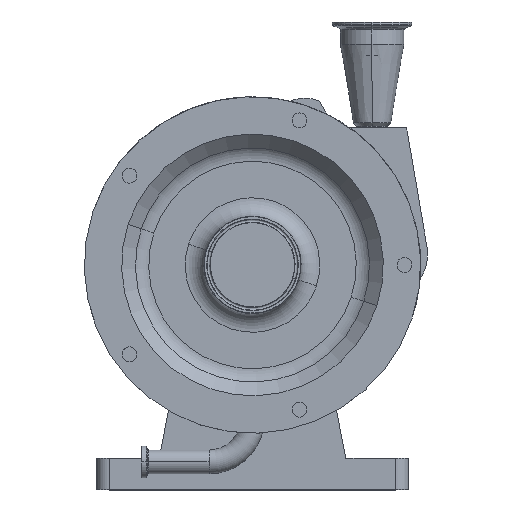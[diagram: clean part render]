
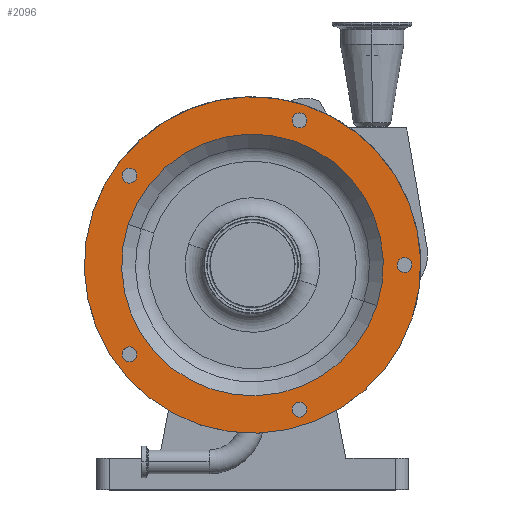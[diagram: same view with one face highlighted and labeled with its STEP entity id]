
A CAD part, top view. The second image highlights one B-rep face of the part: STEP entity #2096.
In plain terms, the highlighted planar face has unit normal (0, 0, 1).
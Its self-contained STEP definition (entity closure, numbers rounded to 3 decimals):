
#326 = VERTEX_POINT ( 'NONE', #1100 ) ;
#440 = VERTEX_POINT ( 'NONE', #1561 ) ;
#469 = EDGE_CURVE ( 'NONE', #440, #504, #1605, .T. ) ;
#504 = VERTEX_POINT ( 'NONE', #1680 ) ;
#651 = EDGE_CURVE ( 'NONE', #749, #751, #6483, .T. ) ;
#657 = EDGE_CURVE ( 'NONE', #823, #708, #6481, .T. ) ;
#677 = EDGE_CURVE ( 'NONE', #686, #2083, #6376, .T. ) ;
#678 = EDGE_CURVE ( 'NONE', #730, #722, #6405, .T. ) ;
#686 = VERTEX_POINT ( 'NONE', #6407 ) ;
#705 = EDGE_CURVE ( 'NONE', #789, #743, #1189, .T. ) ;
#708 = VERTEX_POINT ( 'NONE', #1228 ) ;
#722 = VERTEX_POINT ( 'NONE', #1298 ) ;
#730 = VERTEX_POINT ( 'NONE', #1397 ) ;
#741 = EDGE_CURVE ( 'NONE', #722, #730, #1482, .T. ) ;
#743 = VERTEX_POINT ( 'NONE', #1507 ) ;
#749 = VERTEX_POINT ( 'NONE', #1531 ) ;
#750 = EDGE_CURVE ( 'NONE', #751, #749, #1533, .T. ) ;
#751 = VERTEX_POINT ( 'NONE', #1403 ) ;
#755 = EDGE_CURVE ( 'NONE', #708, #823, #1033, .T. ) ;
#789 = VERTEX_POINT ( 'NONE', #1745 ) ;
#791 = EDGE_CURVE ( 'NONE', #743, #789, #1645, .T. ) ;
#823 = VERTEX_POINT ( 'NONE', #1837 ) ;
#1022 = CARTESIAN_POINT ( 'NONE',  ( 37.7, 116.029, 200. ) ) ;
#1031 = AXIS2_PLACEMENT_3D ( 'NONE', #1022, #1038, #1041 ) ;
#1033 = CIRCLE ( 'NONE', #1031, 6. ) ;
#1038 = DIRECTION ( 'NONE',  ( 0., 0., 1. ) ) ;
#1041 = DIRECTION ( 'NONE',  ( 0.951, -0.309, 0. ) ) ;
#1100 = CARTESIAN_POINT ( 'NONE',  ( -99.861, 32.447, 200. ) ) ;
#1173 = DIRECTION ( 'NONE',  ( -0.951, -0.309, 0. ) ) ;
#1183 = DIRECTION ( 'NONE',  ( 0., 0., 1. ) ) ;
#1189 = CIRCLE ( 'NONE', #1190, 6. ) ;
#1190 = AXIS2_PLACEMENT_3D ( 'NONE', #1201, #1183, #1173 ) ;
#1201 = CARTESIAN_POINT ( 'NONE',  ( 37.7, -116.029, 200. ) ) ;
#1228 = CARTESIAN_POINT ( 'NONE',  ( 37.7, 110.029, 200. ) ) ;
#1298 = CARTESIAN_POINT ( 'NONE',  ( -92.994, 69.856, 200. ) ) ;
#1397 = CARTESIAN_POINT ( 'NONE',  ( -104.406, 73.564, 200. ) ) ;
#1403 = CARTESIAN_POINT ( 'NONE',  ( -95.173, -66.856, 200. ) ) ;
#1429 = DIRECTION ( 'NONE',  ( -0.951, -0.309, 0. ) ) ;
#1482 = CIRCLE ( 'NONE', #1504, 6. ) ;
#1486 = CARTESIAN_POINT ( 'NONE',  ( -98.7, -71.71, 200. ) ) ;
#1494 = DIRECTION ( 'NONE',  ( 0.588, 0.809, 0. ) ) ;
#1496 = DIRECTION ( 'NONE',  ( 0., 0., 1. ) ) ;
#1504 = AXIS2_PLACEMENT_3D ( 'NONE', #1521, #1496, #1494 ) ;
#1505 = AXIS2_PLACEMENT_3D ( 'NONE', #1486, #1540, #1539 ) ;
#1507 = CARTESIAN_POINT ( 'NONE',  ( 34.173, -111.175, 200. ) ) ;
#1521 = CARTESIAN_POINT ( 'NONE',  ( -98.7, 71.71, 200. ) ) ;
#1531 = CARTESIAN_POINT ( 'NONE',  ( -102.227, -76.564, 200. ) ) ;
#1533 = CIRCLE ( 'NONE', #1505, 6. ) ;
#1539 = DIRECTION ( 'NONE',  ( -0.588, 0.809, 0. ) ) ;
#1540 = DIRECTION ( 'NONE',  ( 0., 0., 1. ) ) ;
#1561 = CARTESIAN_POINT ( 'NONE',  ( 128.393, -41.717, 200. ) ) ;
#1571 = DIRECTION ( 'NONE',  ( 0.951, -0.309, 0. ) ) ;
#1574 = DIRECTION ( 'NONE',  ( 0., 0., 1. ) ) ;
#1589 = CARTESIAN_POINT ( 'NONE',  ( 0., 0., 200. ) ) ;
#1594 = DIRECTION ( 'NONE',  ( 0., 0., 1. ) ) ;
#1605 = CIRCLE ( 'NONE', #1608, 135. ) ;
#1608 = AXIS2_PLACEMENT_3D ( 'NONE', #1589, #1574, #1571 ) ;
#1613 = CARTESIAN_POINT ( 'NONE',  ( 37.7, -116.029, 200. ) ) ;
#1645 = CIRCLE ( 'NONE', #1651, 6. ) ;
#1651 = AXIS2_PLACEMENT_3D ( 'NONE', #1613, #1594, #1429 ) ;
#1680 = CARTESIAN_POINT ( 'NONE',  ( -128.393, 41.717, 200. ) ) ;
#1745 = CARTESIAN_POINT ( 'NONE',  ( 41.227, -120.883, 200. ) ) ;
#1837 = CARTESIAN_POINT ( 'NONE',  ( 37.7, 122.029, 200. ) ) ;
#1936 = EDGE_CURVE ( 'NONE', #9655, #326, #6640, .T. ) ;
#1938 = EDGE_LOOP ( 'NONE', ( #2047, #2132 ) ) ;
#2017 = EDGE_LOOP ( 'NONE', ( #2226, #2241 ) ) ;
#2045 = ORIENTED_EDGE ( 'NONE', *, *, #2099, .F. ) ;
#2047 = ORIENTED_EDGE ( 'NONE', *, *, #705, .F. ) ;
#2053 = EDGE_LOOP ( 'NONE', ( #2184, #2193 ) ) ;
#2055 = EDGE_LOOP ( 'NONE', ( #2059, #2045 ) ) ;
#2059 = ORIENTED_EDGE ( 'NONE', *, *, #677, .F. ) ;
#2083 = VERTEX_POINT ( 'NONE', #7117 ) ;
#2096 = ADVANCED_FACE ( 'NONE', ( #7112, #7034, #7116, #7107, #7063, #7016, #7104 ), #7009, .F. ) ;
#2099 = EDGE_CURVE ( 'NONE', #2083, #686, #7018, .T. ) ;
#2132 = ORIENTED_EDGE ( 'NONE', *, *, #791, .F. ) ;
#2168 = EDGE_LOOP ( 'NONE', ( #2220, #2221 ) ) ;
#2175 = ORIENTED_EDGE ( 'NONE', *, *, #2219, .T. ) ;
#2178 = EDGE_LOOP ( 'NONE', ( #2213, #2175 ) ) ;
#2180 = ORIENTED_EDGE ( 'NONE', *, *, #755, .F. ) ;
#2184 = ORIENTED_EDGE ( 'NONE', *, *, #678, .F. ) ;
#2187 = ORIENTED_EDGE ( 'NONE', *, *, #657, .F. ) ;
#2192 = EDGE_LOOP ( 'NONE', ( #2187, #2180 ) ) ;
#2193 = ORIENTED_EDGE ( 'NONE', *, *, #741, .F. ) ;
#2213 = ORIENTED_EDGE ( 'NONE', *, *, #469, .T. ) ;
#2219 = EDGE_CURVE ( 'NONE', #504, #440, #7288, .T. ) ;
#2220 = ORIENTED_EDGE ( 'NONE', *, *, #1936, .F. ) ;
#2221 = ORIENTED_EDGE ( 'NONE', *, *, #9646, .F. ) ;
#2226 = ORIENTED_EDGE ( 'NONE', *, *, #651, .F. ) ;
#2241 = ORIENTED_EDGE ( 'NONE', *, *, #750, .F. ) ;
#5991 = CIRCLE ( 'NONE', #6036, 105. ) ;
#5995 = CARTESIAN_POINT ( 'NONE',  ( 99.861, -32.447, 200. ) ) ;
#6026 = DIRECTION ( 'NONE',  ( 0.951, -0.309, 0. ) ) ;
#6027 = DIRECTION ( 'NONE',  ( 0., 0., 1. ) ) ;
#6036 = AXIS2_PLACEMENT_3D ( 'NONE', #6038, #6027, #6026 ) ;
#6038 = CARTESIAN_POINT ( 'NONE',  ( 0., 0., 200. ) ) ;
#6367 = DIRECTION ( 'NONE',  ( 0., -1., 0. ) ) ;
#6368 = CARTESIAN_POINT ( 'NONE',  ( 122., 0., 200. ) ) ;
#6373 = DIRECTION ( 'NONE',  ( 0., 0., 1. ) ) ;
#6375 = AXIS2_PLACEMENT_3D ( 'NONE', #6368, #6373, #6367 ) ;
#6376 = CIRCLE ( 'NONE', #6375, 6. ) ;
#6398 = DIRECTION ( 'NONE',  ( 0.588, 0.809, 0. ) ) ;
#6399 = DIRECTION ( 'NONE',  ( 0., 0., 1. ) ) ;
#6400 = AXIS2_PLACEMENT_3D ( 'NONE', #6404, #6399, #6398 ) ;
#6404 = CARTESIAN_POINT ( 'NONE',  ( -98.7, 71.71, 200. ) ) ;
#6405 = CIRCLE ( 'NONE', #6400, 6. ) ;
#6407 = CARTESIAN_POINT ( 'NONE',  ( 127.706, 1.854, 200. ) ) ;
#6480 = DIRECTION ( 'NONE',  ( -0.588, 0.809, 0. ) ) ;
#6481 = CIRCLE ( 'NONE', #6499, 6. ) ;
#6482 = DIRECTION ( 'NONE',  ( 0., 0., 1. ) ) ;
#6483 = CIRCLE ( 'NONE', #6506, 6. ) ;
#6497 = DIRECTION ( 'NONE',  ( 0.951, -0.309, 0. ) ) ;
#6498 = DIRECTION ( 'NONE',  ( 0., 0., 1. ) ) ;
#6499 = AXIS2_PLACEMENT_3D ( 'NONE', #6513, #6498, #6497 ) ;
#6506 = AXIS2_PLACEMENT_3D ( 'NONE', #6511, #6482, #6480 ) ;
#6511 = CARTESIAN_POINT ( 'NONE',  ( -98.7, -71.71, 200. ) ) ;
#6513 = CARTESIAN_POINT ( 'NONE',  ( 37.7, 116.029, 200. ) ) ;
#6591 = DIRECTION ( 'NONE',  ( 0., 0., 1. ) ) ;
#6628 = AXIS2_PLACEMENT_3D ( 'NONE', #6635, #6591, #6661 ) ;
#6635 = CARTESIAN_POINT ( 'NONE',  ( 0., 0., 200. ) ) ;
#6640 = CIRCLE ( 'NONE', #6628, 105. ) ;
#6661 = DIRECTION ( 'NONE',  ( 0.951, -0.309, 0. ) ) ;
#7009 = PLANE ( 'NONE',  #7010 ) ;
#7010 = AXIS2_PLACEMENT_3D ( 'NONE', #7115, #7033, #7106 ) ;
#7011 = CARTESIAN_POINT ( 'NONE',  ( 122., 0., 200. ) ) ;
#7013 = AXIS2_PLACEMENT_3D ( 'NONE', #7011, #7056, #7055 ) ;
#7016 = FACE_OUTER_BOUND ( 'NONE', #2178, .T. ) ;
#7018 = CIRCLE ( 'NONE', #7013, 6. ) ;
#7033 = DIRECTION ( 'NONE',  ( 0., 0., -1. ) ) ;
#7034 = FACE_BOUND ( 'NONE', #1938, .T. ) ;
#7055 = DIRECTION ( 'NONE',  ( 0., -1., 0. ) ) ;
#7056 = DIRECTION ( 'NONE',  ( 0., 0., 1. ) ) ;
#7063 = FACE_BOUND ( 'NONE', #2192, .T. ) ;
#7104 = FACE_BOUND ( 'NONE', #2168, .T. ) ;
#7106 = DIRECTION ( 'NONE',  ( -0.951, 0.309, 0. ) ) ;
#7107 = FACE_BOUND ( 'NONE', #2053, .T. ) ;
#7112 = FACE_BOUND ( 'NONE', #2055, .T. ) ;
#7115 = CARTESIAN_POINT ( 'NONE',  ( 12.052, 37.091, 200. ) ) ;
#7116 = FACE_BOUND ( 'NONE', #2017, .T. ) ;
#7117 = CARTESIAN_POINT ( 'NONE',  ( 116.294, -1.854, 200. ) ) ;
#7248 = DIRECTION ( 'NONE',  ( 0.951, -0.309, 0. ) ) ;
#7283 = AXIS2_PLACEMENT_3D ( 'NONE', #7296, #7302, #7248 ) ;
#7288 = CIRCLE ( 'NONE', #7283, 135. ) ;
#7296 = CARTESIAN_POINT ( 'NONE',  ( 0., 0., 200. ) ) ;
#7302 = DIRECTION ( 'NONE',  ( 0., 0., 1. ) ) ;
#9646 = EDGE_CURVE ( 'NONE', #326, #9655, #5991, .T. ) ;
#9655 = VERTEX_POINT ( 'NONE', #5995 ) ;
